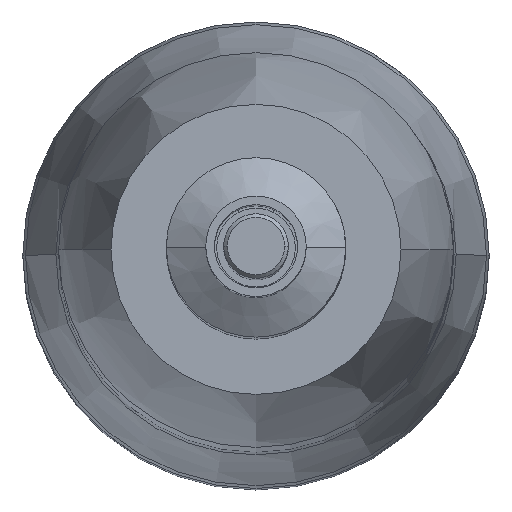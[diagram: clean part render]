
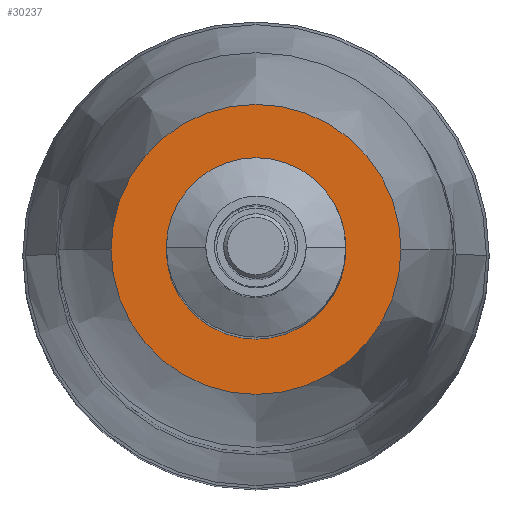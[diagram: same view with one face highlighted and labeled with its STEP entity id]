
A CAD part, top view. The second image highlights one B-rep face of the part: STEP entity #30237.
In plain terms, the highlighted planar face has unit normal (0, 0, 1).
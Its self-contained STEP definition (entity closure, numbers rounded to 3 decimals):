
#491 = CARTESIAN_POINT ( 'NONE',  ( 0., 0., 0. ) ) ;
#689 = EDGE_CURVE ( 'NONE', #21461, #36827, #21491, .T. ) ;
#1989 = FACE_BOUND ( 'NONE', #14278, .T. ) ;
#2140 = AXIS2_PLACEMENT_3D ( 'NONE', #10015, #9962, #9913 ) ;
#2999 = EDGE_CURVE ( 'NONE', #36045, #8018, #20014, .T. ) ;
#3510 = DIRECTION ( 'NONE',  ( -1., 0., 0. ) ) ;
#5612 = CARTESIAN_POINT ( 'NONE',  ( 0., 0., 0. ) ) ;
#6646 = DIRECTION ( 'NONE',  ( 0., 0., 1. ) ) ;
#7053 = DIRECTION ( 'NONE',  ( 0., 0., 1. ) ) ;
#8018 = VERTEX_POINT ( 'NONE', #18094 ) ;
#9018 = FACE_OUTER_BOUND ( 'NONE', #9029, .T. ) ;
#9029 = EDGE_LOOP ( 'NONE', ( #15257, #28148 ) ) ;
#9913 = DIRECTION ( 'NONE',  ( -1., 0., 0. ) ) ;
#9962 = DIRECTION ( 'NONE',  ( 0., 0., -1. ) ) ;
#10015 = CARTESIAN_POINT ( 'NONE',  ( 0., 0., 0. ) ) ;
#12383 = DIRECTION ( 'NONE',  ( 0., 0., -1. ) ) ;
#14278 = EDGE_LOOP ( 'NONE', ( #23810, #37626 ) ) ;
#14901 = EDGE_CURVE ( 'NONE', #8018, #36045, #31994, .T. ) ;
#15257 = ORIENTED_EDGE ( 'NONE', *, *, #14901, .F. ) ;
#18094 = CARTESIAN_POINT ( 'NONE',  ( -4.041, 0., 0. ) ) ;
#18239 = PLANE ( 'NONE',  #35416 ) ;
#20014 = CIRCLE ( 'NONE', #2140, 4.041 ) ;
#21432 = DIRECTION ( 'NONE',  ( 0., 0., -1. ) ) ;
#21461 = VERTEX_POINT ( 'NONE', #36172 ) ;
#21491 = CIRCLE ( 'NONE', #31375, 2.4 ) ;
#22929 = DIRECTION ( 'NONE',  ( 1., 0., 0. ) ) ;
#23492 = CARTESIAN_POINT ( 'NONE',  ( -2.4, 0., 0. ) ) ;
#23810 = ORIENTED_EDGE ( 'NONE', *, *, #689, .F. ) ;
#25047 = CARTESIAN_POINT ( 'NONE',  ( 0., 0., 0. ) ) ;
#25090 = AXIS2_PLACEMENT_3D ( 'NONE', #491, #21432, #3510 ) ;
#28114 = DIRECTION ( 'NONE',  ( 1., 0., 0. ) ) ;
#28148 = ORIENTED_EDGE ( 'NONE', *, *, #2999, .F. ) ;
#30237 = ADVANCED_FACE ( 'NONE', ( #9018, #1989 ), #18239, .F. ) ;
#30570 = CARTESIAN_POINT ( 'NONE',  ( 0., 4.041, 0. ) ) ;
#30895 = CIRCLE ( 'NONE', #34526, 2.4 ) ;
#31375 = AXIS2_PLACEMENT_3D ( 'NONE', #5612, #6646, #22929 ) ;
#31994 = CIRCLE ( 'NONE', #25090, 4.041 ) ;
#33209 = CARTESIAN_POINT ( 'NONE',  ( 4.041, 0., 0. ) ) ;
#33548 = DIRECTION ( 'NONE',  ( -1., 0., 0. ) ) ;
#33978 = EDGE_CURVE ( 'NONE', #36827, #21461, #30895, .T. ) ;
#34526 = AXIS2_PLACEMENT_3D ( 'NONE', #25047, #7053, #28114 ) ;
#35416 = AXIS2_PLACEMENT_3D ( 'NONE', #30570, #12383, #33548 ) ;
#36045 = VERTEX_POINT ( 'NONE', #33209 ) ;
#36172 = CARTESIAN_POINT ( 'NONE',  ( 2.4, 0., 0. ) ) ;
#36827 = VERTEX_POINT ( 'NONE', #23492 ) ;
#37626 = ORIENTED_EDGE ( 'NONE', *, *, #33978, .F. ) ;
